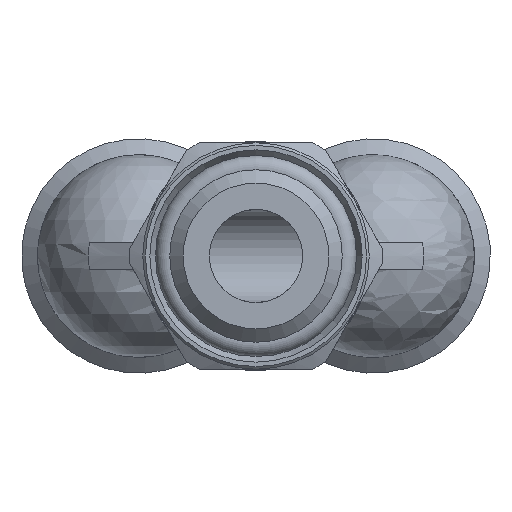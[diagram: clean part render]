
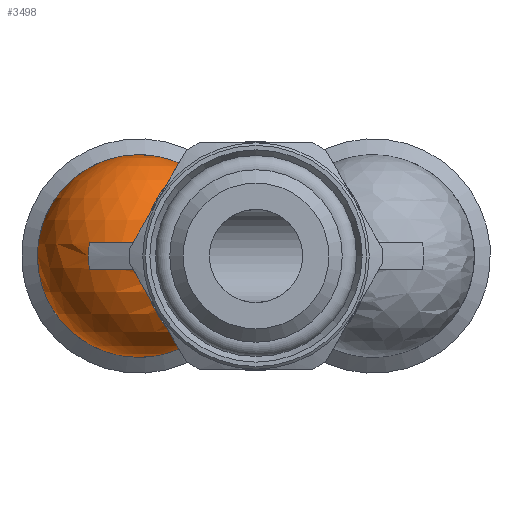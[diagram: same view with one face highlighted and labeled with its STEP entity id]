
A CAD part, front view. The second image highlights one B-rep face of the part: STEP entity #3498.
In plain terms, the highlighted spherical face has radius 7.6 mm.
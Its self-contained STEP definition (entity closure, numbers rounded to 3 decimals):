
#395=CARTESIAN_POINT('',(-3.664,16.9,5.602));
#396=VERTEX_POINT('',#395);
#413=CARTESIAN_POINT('',(-5.136,13.3,5.602));
#414=VERTEX_POINT('',#413);
#415=CARTESIAN_POINT('',(-4.4,15.1,0.0));
#416=DIRECTION('',(-0.926,0.379,0.0));
#417=DIRECTION('',(0.0,0.0,-1.0));
#418=AXIS2_PLACEMENT_3D('',#415,#416,#417);
#419=CIRCLE('',#418,5.93);
#420=EDGE_CURVE('',#414,#396,#419,.T.);
#528=CARTESIAN_POINT('',(-5.136,13.3,-5.602));
#529=VERTEX_POINT('',#528);
#537=CARTESIAN_POINT('',(-3.664,16.9,-5.602));
#538=VERTEX_POINT('',#537);
#539=CARTESIAN_POINT('',(-4.4,15.1,0.0));
#540=DIRECTION('',(-0.926,0.379,0.0));
#541=DIRECTION('',(0.0,0.0,-1.0));
#542=AXIS2_PLACEMENT_3D('',#539,#540,#541);
#543=CIRCLE('',#542,5.93);
#544=EDGE_CURVE('',#538,#529,#543,.T.);
#875=CARTESIAN_POINT('',(-8.8,16.9,-7.6));
#876=VERTEX_POINT('',#875);
#877=CARTESIAN_POINT('',(-8.8,16.9,0.0));
#878=DIRECTION('',(0.0,1.0,0.0));
#879=DIRECTION('',(-1.0,0.0,0.0));
#880=AXIS2_PLACEMENT_3D('',#877,#878,#879);
#881=CIRCLE('',#880,7.6);
#882=EDGE_CURVE('',#538,#876,#881,.T.);
#884=CARTESIAN_POINT('',(-8.8,16.9,7.6));
#885=VERTEX_POINT('',#884);
#886=CARTESIAN_POINT('',(-8.8,16.9,0.0));
#887=DIRECTION('',(0.0,1.0,0.0));
#888=DIRECTION('',(-1.0,0.0,0.0));
#889=AXIS2_PLACEMENT_3D('',#886,#887,#888);
#890=CIRCLE('',#889,7.6);
#891=EDGE_CURVE('',#876,#885,#890,.T.);
#893=CARTESIAN_POINT('',(-8.8,16.9,0.0));
#894=DIRECTION('',(0.0,1.0,0.0));
#895=DIRECTION('',(-1.0,0.0,0.0));
#896=AXIS2_PLACEMENT_3D('',#893,#894,#895);
#897=CIRCLE('',#896,7.6);
#898=EDGE_CURVE('',#885,#396,#897,.T.);
#2847=CARTESIAN_POINT('',(-7.534,9.473,-1.));
#2848=VERTEX_POINT('',#2847);
#2849=CARTESIAN_POINT('',(-12.477,10.324,-1.));
#2850=VERTEX_POINT('',#2849);
#2851=CARTESIAN_POINT('',(-8.8,16.9,-1.));
#2852=DIRECTION('',(0.0,0.0,-1.0));
#2853=DIRECTION('',(0.0,-1.0,0.0));
#2854=AXIS2_PLACEMENT_3D('',#2851,#2852,#2853);
#2855=CIRCLE('',#2854,7.534);
#2856=EDGE_CURVE('',#2848,#2850,#2855,.T.);
#2921=CARTESIAN_POINT('',(-12.477,10.324,1.));
#2922=VERTEX_POINT('',#2921);
#2929=CARTESIAN_POINT('',(-12.611,10.324,0.));
#2930=VERTEX_POINT('',#2929);
#2931=CARTESIAN_POINT('',(-8.8,10.324,0.0));
#2932=DIRECTION('',(0.0,1.0,0.0));
#2933=DIRECTION('',(0.0,0.0,-1.0));
#2934=AXIS2_PLACEMENT_3D('',#2931,#2932,#2933);
#2935=CIRCLE('',#2934,3.811);
#2936=EDGE_CURVE('',#2930,#2922,#2935,.T.);
#2938=CARTESIAN_POINT('',(-8.8,10.324,0.0));
#2939=DIRECTION('',(0.0,1.0,0.0));
#2940=DIRECTION('',(0.0,0.0,-1.0));
#2941=AXIS2_PLACEMENT_3D('',#2938,#2939,#2940);
#2942=CIRCLE('',#2941,3.811);
#2943=EDGE_CURVE('',#2850,#2930,#2942,.T.);
#2954=CARTESIAN_POINT('',(-7.534,9.473,1.));
#2955=VERTEX_POINT('',#2954);
#2956=CARTESIAN_POINT('',(-8.8,16.9,1.));
#2957=DIRECTION('',(0.0,0.0,1.0));
#2958=DIRECTION('',(0.0,1.0,0.0));
#2959=AXIS2_PLACEMENT_3D('',#2956,#2957,#2958);
#2960=CIRCLE('',#2959,7.534);
#2961=EDGE_CURVE('',#2922,#2955,#2960,.T.);
#2994=CARTESIAN_POINT('',(-5.136,13.3,-5.602));
#2995=CARTESIAN_POINT('',(-5.499,12.414,-5.269));
#2996=CARTESIAN_POINT('',(-5.957,11.627,-4.782));
#2997=CARTESIAN_POINT('',(-6.378,10.999,-4.132));
#2998=CARTESIAN_POINT('',(-6.509,10.805,-3.931));
#2999=CARTESIAN_POINT('',(-6.635,10.626,-3.715));
#3000=CARTESIAN_POINT('',(-6.754,10.463,-3.485));
#3001=CARTESIAN_POINT('',(-6.852,10.329,-3.294));
#3002=CARTESIAN_POINT('',(-6.946,10.205,-3.093));
#3003=CARTESIAN_POINT('',(-7.036,10.089,-2.874));
#3004=CARTESIAN_POINT('',(-7.222,9.849,-2.419));
#3005=CARTESIAN_POINT('',(-7.379,9.658,-1.899));
#3006=CARTESIAN_POINT('',(-7.477,9.541,-1.361));
#3007=CARTESIAN_POINT('',(-7.499,9.515,-1.241));
#3008=CARTESIAN_POINT('',(-7.518,9.492,-1.121));
#3009=CARTESIAN_POINT('',(-7.534,9.473,-1.));
#3010=B_SPLINE_CURVE_WITH_KNOTS('',3,(#2994,#2995,#2996,#2997,#2998,#2999,#3000,#3001,#3002,#3003,#3004,#3005,#3006,#3007,#3008,#3009),.UNSPECIFIED.,.F.,.U.,(4,3,3,3,3,4),(1.12,1.417,1.509,1.584,1.742,1.777),.UNSPECIFIED.);
#3011=EDGE_CURVE('',#529,#2848,#3010,.T.);
#3098=CARTESIAN_POINT('',(-7.534,9.473,1.));
#3099=CARTESIAN_POINT('',(-7.459,9.562,1.567));
#3100=CARTESIAN_POINT('',(-7.316,9.733,2.127));
#3101=CARTESIAN_POINT('',(-7.133,9.965,2.624));
#3102=CARTESIAN_POINT('',(-7.043,10.079,2.869));
#3103=CARTESIAN_POINT('',(-6.943,10.208,3.099));
#3104=CARTESIAN_POINT('',(-6.842,10.345,3.309));
#3105=CARTESIAN_POINT('',(-6.737,10.485,3.526));
#3106=CARTESIAN_POINT('',(-6.626,10.638,3.728));
#3107=CARTESIAN_POINT('',(-6.511,10.804,3.919));
#3108=CARTESIAN_POINT('',(-6.1,11.398,4.603));
#3109=CARTESIAN_POINT('',(-5.636,12.156,5.125));
#3110=CARTESIAN_POINT('',(-5.255,13.02,5.49));
#3111=CARTESIAN_POINT('',(-5.215,13.113,5.529));
#3112=CARTESIAN_POINT('',(-5.175,13.206,5.566));
#3113=CARTESIAN_POINT('',(-5.136,13.3,5.602));
#3114=B_SPLINE_CURVE_WITH_KNOTS('',3,(#3098,#3099,#3100,#3101,#3102,#3103,#3104,#3105,#3106,#3107,#3108,#3109,#3110,#3111,#3112,#3113),.UNSPECIFIED.,.F.,.U.,(4,3,3,3,3,4),(1.972,2.136,2.217,2.3,2.597,2.629),.UNSPECIFIED.);
#3115=EDGE_CURVE('',#2955,#414,#3114,.T.);
#3480=CARTESIAN_POINT('',(-8.8,16.9,0.0));
#3481=DIRECTION('',(0.0,0.0,1.0));
#3482=DIRECTION('',(1.0,0.0,0.0));
#3483=AXIS2_PLACEMENT_3D('',#3480,#3481,#3482);
#3484=SPHERICAL_SURFACE('',#3483,7.6);
#3485=ORIENTED_EDGE('',*,*,#2961,.T.);
#3486=ORIENTED_EDGE('',*,*,#3115,.T.);
#3487=ORIENTED_EDGE('',*,*,#420,.T.);
#3488=ORIENTED_EDGE('',*,*,#898,.F.);
#3489=ORIENTED_EDGE('',*,*,#891,.F.);
#3490=ORIENTED_EDGE('',*,*,#882,.F.);
#3491=ORIENTED_EDGE('',*,*,#544,.T.);
#3492=ORIENTED_EDGE('',*,*,#3011,.T.);
#3493=ORIENTED_EDGE('',*,*,#2856,.T.);
#3494=ORIENTED_EDGE('',*,*,#2943,.T.);
#3495=ORIENTED_EDGE('',*,*,#2936,.T.);
#3496=EDGE_LOOP('',(#3485,#3486,#3487,#3488,#3489,#3490,#3491,#3492,#3493,#3494,#3495));
#3497=FACE_OUTER_BOUND('',#3496,.T.);
#3498=ADVANCED_FACE('',(#3497),#3484,.T.);
